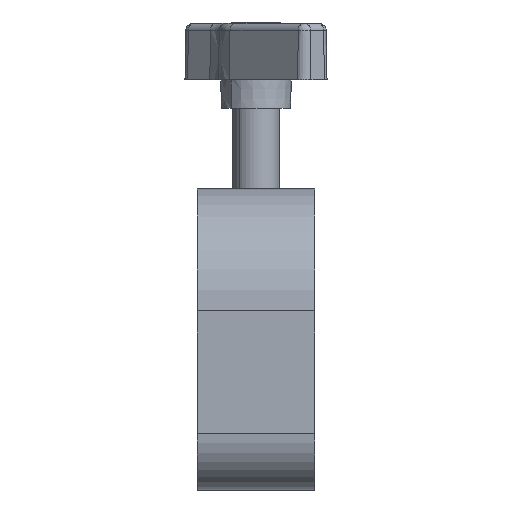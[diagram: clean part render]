
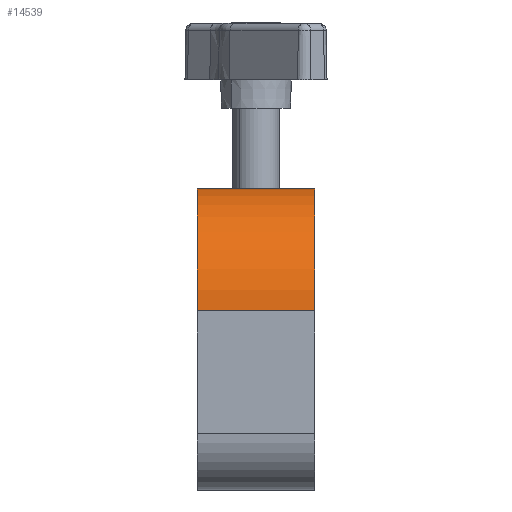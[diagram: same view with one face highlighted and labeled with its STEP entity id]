
A CAD part, front view. The second image highlights one B-rep face of the part: STEP entity #14539.
In plain terms, the highlighted cylindrical face has radius 26 mm (diameter 52 mm), a partial arc.
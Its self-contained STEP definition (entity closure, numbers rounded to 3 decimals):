
#351 = VERTEX_POINT ( 'NONE', #11021 ) ;
#1090 = DIRECTION ( 'NONE',  ( 0., 0., 1. ) ) ;
#2221 = CARTESIAN_POINT ( 'NONE',  ( 12.5, 26., 0. ) ) ;
#2357 = CARTESIAN_POINT ( 'NONE',  ( 12.5, 0., -26. ) ) ;
#2657 = CARTESIAN_POINT ( 'NONE',  ( 12.5, 26., -26. ) ) ;
#3275 = CARTESIAN_POINT ( 'NONE',  ( -12.5, 26., -26. ) ) ;
#3480 = EDGE_LOOP ( 'NONE', ( #13294, #14006, #10097, #14262 ) ) ;
#3734 = DIRECTION ( 'NONE',  ( 0., 0., -1. ) ) ;
#4696 = CARTESIAN_POINT ( 'NONE',  ( 12.5, 0., -26. ) ) ;
#5139 = DIRECTION ( 'NONE',  ( -1., 0., 0. ) ) ;
#5829 = DIRECTION ( 'NONE',  ( 0., 0., -1. ) ) ;
#5931 = CARTESIAN_POINT ( 'NONE',  ( 12.5, 26., -26. ) ) ;
#6804 = VERTEX_POINT ( 'NONE', #2357 ) ;
#6923 = AXIS2_PLACEMENT_3D ( 'NONE', #3275, #8460, #5829 ) ;
#8460 = DIRECTION ( 'NONE',  ( -1., 0., 0. ) ) ;
#8922 = LINE ( 'NONE', #13046, #13673 ) ;
#8977 = EDGE_CURVE ( 'NONE', #6804, #13992, #11765, .T. ) ;
#9204 = DIRECTION ( 'NONE',  ( -1., 0., 0. ) ) ;
#9598 = DIRECTION ( 'NONE',  ( -1., 0., 0. ) ) ;
#10097 = ORIENTED_EDGE ( 'NONE', *, *, #12902, .T. ) ;
#10190 = VECTOR ( 'NONE', #9598, 1000. ) ;
#11021 = CARTESIAN_POINT ( 'NONE',  ( -12.5, 26., 0. ) ) ;
#11117 = DIRECTION ( 'NONE',  ( -1., 0., 0. ) ) ;
#11392 = AXIS2_PLACEMENT_3D ( 'NONE', #2657, #5139, #3734 ) ;
#11765 = LINE ( 'NONE', #4696, #10190 ) ;
#12357 = CARTESIAN_POINT ( 'NONE',  ( -12.5, 0., -26. ) ) ;
#12696 = VERTEX_POINT ( 'NONE', #2221 ) ;
#12902 = EDGE_CURVE ( 'NONE', #6804, #12696, #15932, .T. ) ;
#13046 = CARTESIAN_POINT ( 'NONE',  ( 12.5, 26., 0. ) ) ;
#13294 = ORIENTED_EDGE ( 'NONE', *, *, #14044, .F. ) ;
#13673 = VECTOR ( 'NONE', #9204, 1000. ) ;
#13737 = AXIS2_PLACEMENT_3D ( 'NONE', #5931, #11117, #1090 ) ;
#13992 = VERTEX_POINT ( 'NONE', #12357 ) ;
#14006 = ORIENTED_EDGE ( 'NONE', *, *, #8977, .F. ) ;
#14044 = EDGE_CURVE ( 'NONE', #13992, #351, #14665, .T. ) ;
#14262 = ORIENTED_EDGE ( 'NONE', *, *, #14683, .T. ) ;
#14539 = ADVANCED_FACE ( 'NONE', ( #15272 ), #16044, .T. ) ;
#14665 = CIRCLE ( 'NONE', #6923, 26. ) ;
#14683 = EDGE_CURVE ( 'NONE', #12696, #351, #8922, .T. ) ;
#15272 = FACE_OUTER_BOUND ( 'NONE', #3480, .T. ) ;
#15932 = CIRCLE ( 'NONE', #11392, 26. ) ;
#16044 = CYLINDRICAL_SURFACE ( 'NONE', #13737, 26. ) ;
